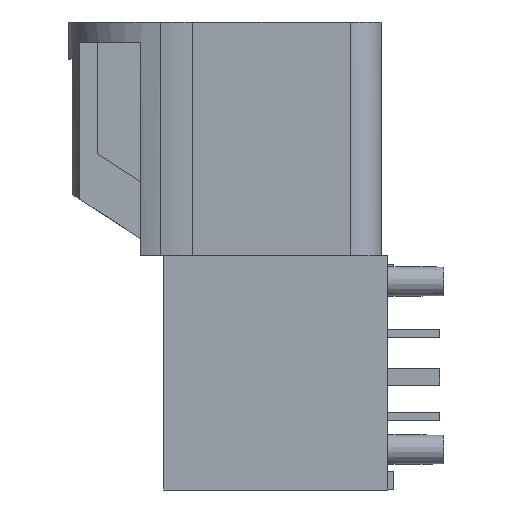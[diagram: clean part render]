
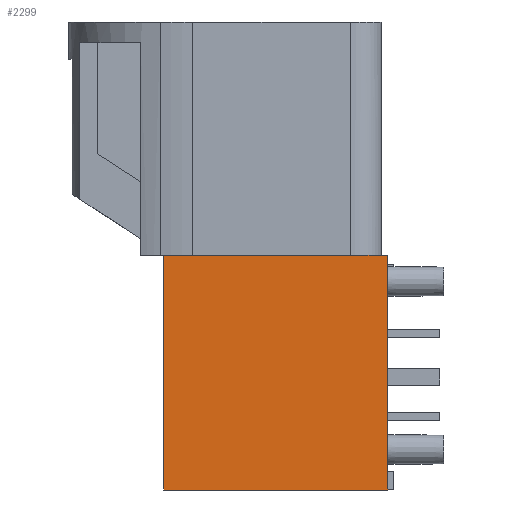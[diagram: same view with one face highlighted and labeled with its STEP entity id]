
A CAD part, left-side view. The second image highlights one B-rep face of the part: STEP entity #2299.
In plain terms, the highlighted planar face has unit normal (-1, 0.012, 0).
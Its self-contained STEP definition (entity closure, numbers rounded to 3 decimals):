
#278=PLANE('',#7882);
#741=LINE('',#10935,#1577);
#742=LINE('',#10938,#1578);
#743=LINE('',#10940,#1579);
#744=LINE('',#10942,#1580);
#745=LINE('',#10943,#1581);
#1577=VECTOR('',#8750,1.);
#1578=VECTOR('',#8751,1.);
#1579=VECTOR('',#8752,1.);
#1580=VECTOR('',#8753,1.);
#1581=VECTOR('',#8754,1.);
#2299=ADVANCED_FACE('',(#2734),#278,.T.);
#2734=FACE_OUTER_BOUND('',#3105,.T.);
#3105=EDGE_LOOP('',(#4054,#4055,#4056,#4057,#4058));
#4054=ORIENTED_EDGE('',*,*,#6845,.T.);
#4055=ORIENTED_EDGE('',*,*,#6846,.T.);
#4056=ORIENTED_EDGE('',*,*,#6847,.F.);
#4057=ORIENTED_EDGE('',*,*,#6848,.T.);
#4058=ORIENTED_EDGE('',*,*,#6849,.T.);
#5997=VERTEX_POINT('',#10740);
#6063=VERTEX_POINT('',#10936);
#6064=VERTEX_POINT('',#10937);
#6065=VERTEX_POINT('',#10939);
#6066=VERTEX_POINT('',#10941);
#6845=EDGE_CURVE('',#6063,#6064,#741,.T.);
#6846=EDGE_CURVE('',#6064,#6065,#742,.T.);
#6847=EDGE_CURVE('',#6066,#6065,#743,.T.);
#6848=EDGE_CURVE('',#6066,#5997,#744,.T.);
#6849=EDGE_CURVE('',#5997,#6063,#745,.T.);
#7882=AXIS2_PLACEMENT_3D('',#10944,#8755,#8756);
#8750=DIRECTION('',(0.,0.,-1.));
#8751=DIRECTION('',(-0.012,-1.,0.));
#8752=DIRECTION('',(0.,0.,-1.));
#8753=DIRECTION('',(0.012,1.,0.));
#8754=DIRECTION('',(0.012,1.,0.));
#8755=DIRECTION('',(-1.,0.012,0.));
#8756=DIRECTION('',(0.,0.,1.));
#10740=CARTESIAN_POINT('',(-5.738,-5.396,-11.25));
#10935=CARTESIAN_POINT('',(-5.618,4.45,-16.6));
#10936=CARTESIAN_POINT('',(-5.618,4.45,-11.25));
#10937=CARTESIAN_POINT('',(-5.618,4.45,-22.55));
#10938=CARTESIAN_POINT('',(-5.752,-6.48,-22.55));
#10939=CARTESIAN_POINT('',(-5.75,-6.35,-22.55));
#10940=CARTESIAN_POINT('',(-5.75,-6.35,-11.75));
#10941=CARTESIAN_POINT('',(-5.75,-6.35,-11.25));
#10942=CARTESIAN_POINT('',(-5.75,-6.35,-11.25));
#10943=CARTESIAN_POINT('',(-5.75,-6.35,-11.25));
#10944=CARTESIAN_POINT('',(-5.75,-6.35,-16.6));
